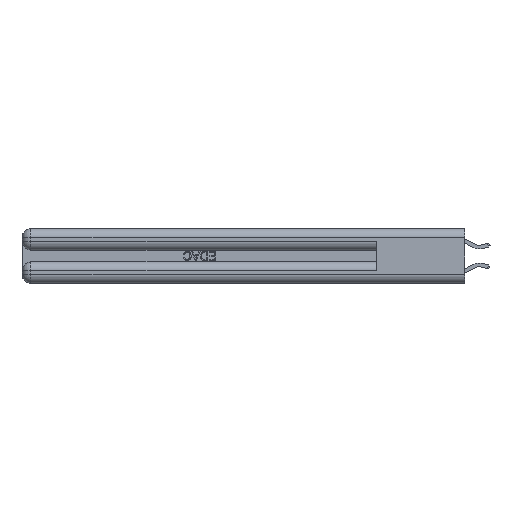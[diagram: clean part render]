
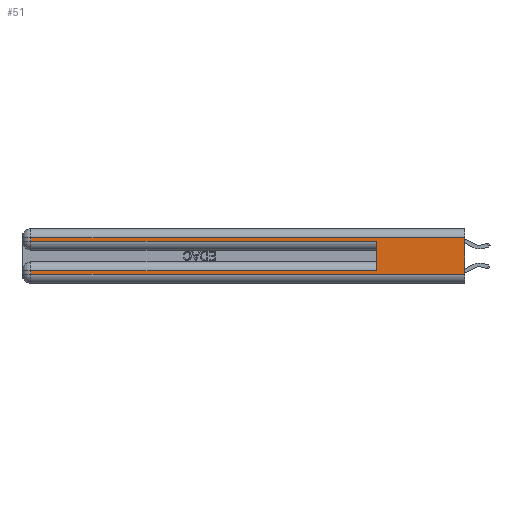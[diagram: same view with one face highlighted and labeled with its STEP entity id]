
A CAD part, left-side view. The second image highlights one B-rep face of the part: STEP entity #51.
In plain terms, the highlighted planar face has unit normal (-1, 0, 0).
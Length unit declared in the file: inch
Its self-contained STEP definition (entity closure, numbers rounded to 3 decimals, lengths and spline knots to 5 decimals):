
#51 = ADVANCED_FACE ( 'NONE', ( #4834 ), #10593, .F. ) ;
#525 = VERTEX_POINT ( 'NONE', #23882 ) ;
#1586 = DIRECTION ( 'NONE',  ( 0., 0., 1. ) ) ;
#2179 = VERTEX_POINT ( 'NONE', #7660 ) ;
#2653 = CARTESIAN_POINT ( 'NONE',  ( 0., 2.94, 0.37 ) ) ;
#2854 = DIRECTION ( 'NONE',  ( 0., 0., -1. ) ) ;
#3209 = LINE ( 'NONE', #8688, #7533 ) ;
#3291 = VERTEX_POINT ( 'NONE', #26573 ) ;
#4240 = DIRECTION ( 'NONE',  ( 0., 0., -1. ) ) ;
#4588 = CARTESIAN_POINT ( 'NONE',  ( 0., 2.94, 0.085 ) ) ;
#4834 = FACE_OUTER_BOUND ( 'NONE', #26997, .T. ) ;
#4862 = VECTOR ( 'NONE', #17718, 39.37008 ) ;
#5054 = CARTESIAN_POINT ( 'NONE',  ( 0., 2.94, 0.285 ) ) ;
#5090 = VERTEX_POINT ( 'NONE', #16265 ) ;
#5247 = LINE ( 'NONE', #5607, #13872 ) ;
#5607 = CARTESIAN_POINT ( 'NONE',  ( 0., 0., 0.06 ) ) ;
#6245 = VERTEX_POINT ( 'NONE', #21528 ) ;
#6538 = ORIENTED_EDGE ( 'NONE', *, *, #15823, .T. ) ;
#6875 = ORIENTED_EDGE ( 'NONE', *, *, #27746, .T. ) ;
#7533 = VECTOR ( 'NONE', #4240, 39.37008 ) ;
#7660 = CARTESIAN_POINT ( 'NONE',  ( 0., 0.6, 0.085 ) ) ;
#8022 = VECTOR ( 'NONE', #1586, 39.37008 ) ;
#8088 = AXIS2_PLACEMENT_3D ( 'NONE', #27044, #12924, #19858 ) ;
#8683 = EDGE_CURVE ( 'NONE', #29340, #3291, #10393, .T. ) ;
#8688 = CARTESIAN_POINT ( 'NONE',  ( 0., 0., 0.37 ) ) ;
#8911 = ORIENTED_EDGE ( 'NONE', *, *, #8683, .T. ) ;
#9069 = DIRECTION ( 'NONE',  ( 0., 0., -1. ) ) ;
#10368 = EDGE_CURVE ( 'NONE', #2179, #6245, #18814, .T. ) ;
#10393 = LINE ( 'NONE', #2653, #29089 ) ;
#10593 = PLANE ( 'NONE',  #8088 ) ;
#10998 = VECTOR ( 'NONE', #28717, 39.37008 ) ;
#11024 = LINE ( 'NONE', #27179, #29661 ) ;
#11151 = ORIENTED_EDGE ( 'NONE', *, *, #13068, .F. ) ;
#12120 = ORIENTED_EDGE ( 'NONE', *, *, #10368, .F. ) ;
#12590 = ORIENTED_EDGE ( 'NONE', *, *, #19944, .T. ) ;
#12924 = DIRECTION ( 'NONE',  ( 1., 0., 0. ) ) ;
#13068 = EDGE_CURVE ( 'NONE', #525, #5090, #3209, .T. ) ;
#13872 = VECTOR ( 'NONE', #21791, 39.37008 ) ;
#14181 = VERTEX_POINT ( 'NONE', #5054 ) ;
#15387 = CARTESIAN_POINT ( 'NONE',  ( 0., 0.6, 0.145 ) ) ;
#15823 = EDGE_CURVE ( 'NONE', #2179, #29340, #24641, .T. ) ;
#15831 = ORIENTED_EDGE ( 'NONE', *, *, #22803, .T. ) ;
#15996 = CARTESIAN_POINT ( 'NONE',  ( 0., 2.94, 0.37 ) ) ;
#16265 = CARTESIAN_POINT ( 'NONE',  ( 0., 0., 0.06 ) ) ;
#16654 = EDGE_CURVE ( 'NONE', #14181, #6245, #20694, .T. ) ;
#17718 = DIRECTION ( 'NONE',  ( 0., -1., 0. ) ) ;
#18378 = ORIENTED_EDGE ( 'NONE', *, *, #16654, .T. ) ;
#18797 = CARTESIAN_POINT ( 'NONE',  ( 0., 0., 0.085 ) ) ;
#18814 = LINE ( 'NONE', #15387, #8022 ) ;
#19858 = DIRECTION ( 'NONE',  ( 0., 0., -1. ) ) ;
#19944 = EDGE_CURVE ( 'NONE', #24668, #14181, #25129, .T. ) ;
#20324 = CARTESIAN_POINT ( 'NONE',  ( 0., 0., 0.285 ) ) ;
#20694 = LINE ( 'NONE', #20324, #4862 ) ;
#21528 = CARTESIAN_POINT ( 'NONE',  ( 0., 0.6, 0.285 ) ) ;
#21791 = DIRECTION ( 'NONE',  ( 0., -1., 0. ) ) ;
#22671 = DIRECTION ( 'NONE',  ( 0., 1., 0. ) ) ;
#22803 = EDGE_CURVE ( 'NONE', #525, #24668, #11024, .T. ) ;
#23882 = CARTESIAN_POINT ( 'NONE',  ( 0., 0., 0.31 ) ) ;
#23892 = CARTESIAN_POINT ( 'NONE',  ( 0., 2.94, 0.31 ) ) ;
#24641 = LINE ( 'NONE', #18797, #10998 ) ;
#24668 = VERTEX_POINT ( 'NONE', #23892 ) ;
#24801 = VECTOR ( 'NONE', #9069, 39.37008 ) ;
#25129 = LINE ( 'NONE', #15996, #24801 ) ;
#26573 = CARTESIAN_POINT ( 'NONE',  ( 0., 2.94, 0.06 ) ) ;
#26997 = EDGE_LOOP ( 'NONE', ( #11151, #15831, #12590, #18378, #12120, #6538, #8911, #6875 ) ) ;
#27044 = CARTESIAN_POINT ( 'NONE',  ( 0., 0., 0.37 ) ) ;
#27179 = CARTESIAN_POINT ( 'NONE',  ( 0., 0., 0.31 ) ) ;
#27746 = EDGE_CURVE ( 'NONE', #3291, #5090, #5247, .T. ) ;
#28717 = DIRECTION ( 'NONE',  ( 0., 1., 0. ) ) ;
#29089 = VECTOR ( 'NONE', #2854, 39.37008 ) ;
#29340 = VERTEX_POINT ( 'NONE', #4588 ) ;
#29661 = VECTOR ( 'NONE', #22671, 39.37008 ) ;
